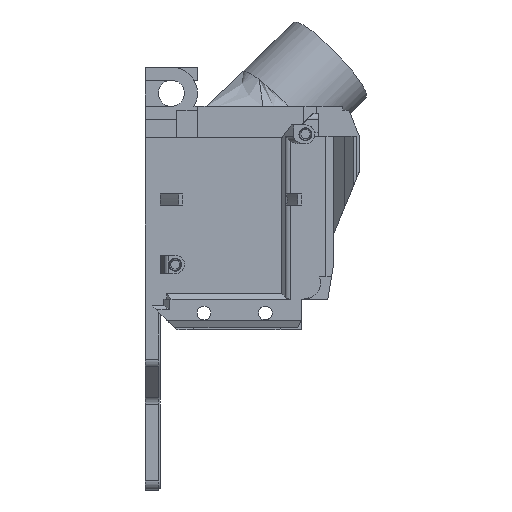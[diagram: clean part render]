
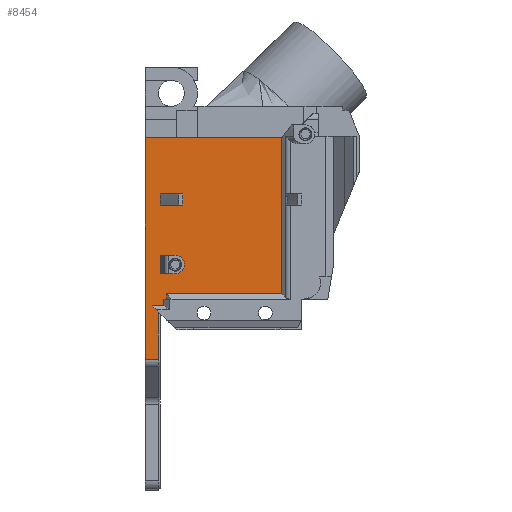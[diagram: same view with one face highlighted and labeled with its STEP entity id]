
A CAD part, left-side view. The second image highlights one B-rep face of the part: STEP entity #8454.
In plain terms, the highlighted planar face has unit normal (-1, 0, 0).
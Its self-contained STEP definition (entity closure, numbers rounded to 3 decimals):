
#80=FACE_BOUND('',#966,.T.);
#81=FACE_BOUND('',#967,.T.);
#132=PLANE('',#8993);
#492=FACE_OUTER_BOUND('',#965,.T.);
#965=EDGE_LOOP('',(#6034,#6035,#6036,#6037,#6038,#6039,#6040,#6041,#6042,
#6043,#6044));
#966=EDGE_LOOP('',(#6045,#6046,#6047,#6048));
#967=EDGE_LOOP('',(#6049,#6050,#6051,#6052));
#1491=CIRCLE('',#8994,21.5);
#1492=CIRCLE('',#8995,15.5);
#1493=CIRCLE('',#8996,2.5);
#1863=LINE('',#12463,#2720);
#2011=LINE('',#13112,#2868);
#2014=LINE('',#13117,#2871);
#2015=LINE('',#13119,#2872);
#2016=LINE('',#13121,#2873);
#2017=LINE('',#13123,#2874);
#2018=LINE('',#13125,#2875);
#2019=LINE('',#13127,#2876);
#2020=LINE('',#13129,#2877);
#2021=LINE('',#13131,#2878);
#2022=LINE('',#13132,#2879);
#2023=LINE('',#13137,#2880);
#2024=LINE('',#13140,#2881);
#2025=LINE('',#13143,#2882);
#2026=LINE('',#13145,#2883);
#2027=LINE('',#13148,#2884);
#2720=VECTOR('',#9766,10.);
#2868=VECTOR('',#10036,10.);
#2871=VECTOR('',#10041,10.);
#2872=VECTOR('',#10042,10.);
#2873=VECTOR('',#10043,10.);
#2874=VECTOR('',#10044,10.);
#2875=VECTOR('',#10045,10.);
#2876=VECTOR('',#10046,10.);
#2877=VECTOR('',#10047,10.);
#2878=VECTOR('',#10048,10.);
#2879=VECTOR('',#10049,10.);
#2880=VECTOR('',#10052,10.);
#2881=VECTOR('',#10055,10.);
#2882=VECTOR('',#10056,10.);
#2883=VECTOR('',#10057,10.);
#2884=VECTOR('',#10060,10.);
#3612=VERTEX_POINT('',#12460);
#3613=VERTEX_POINT('',#12462);
#3794=VERTEX_POINT('',#13109);
#3795=VERTEX_POINT('',#13111);
#3797=VERTEX_POINT('',#13118);
#3798=VERTEX_POINT('',#13120);
#3799=VERTEX_POINT('',#13122);
#3800=VERTEX_POINT('',#13124);
#3801=VERTEX_POINT('',#13126);
#3802=VERTEX_POINT('',#13128);
#3803=VERTEX_POINT('',#13130);
#3804=VERTEX_POINT('',#13133);
#3805=VERTEX_POINT('',#13134);
#3806=VERTEX_POINT('',#13136);
#3807=VERTEX_POINT('',#13138);
#3808=VERTEX_POINT('',#13141);
#3809=VERTEX_POINT('',#13142);
#3810=VERTEX_POINT('',#13144);
#3811=VERTEX_POINT('',#13146);
#4466=EDGE_CURVE('',#3613,#3612,#1863,.F.);
#4670=EDGE_CURVE('',#3794,#3795,#2011,.T.);
#4673=EDGE_CURVE('',#3794,#3613,#2014,.T.);
#4674=EDGE_CURVE('',#3612,#3797,#2015,.T.);
#4675=EDGE_CURVE('',#3798,#3797,#2016,.T.);
#4676=EDGE_CURVE('',#3799,#3798,#2017,.T.);
#4677=EDGE_CURVE('',#3799,#3800,#2018,.T.);
#4678=EDGE_CURVE('',#3801,#3800,#2019,.T.);
#4679=EDGE_CURVE('',#3802,#3801,#2020,.T.);
#4680=EDGE_CURVE('',#3803,#3802,#2021,.T.);
#4681=EDGE_CURVE('',#3795,#3803,#2022,.T.);
#4682=EDGE_CURVE('',#3804,#3805,#1491,.T.);
#4683=EDGE_CURVE('',#3805,#3806,#2023,.T.);
#4684=EDGE_CURVE('',#3806,#3807,#1492,.T.);
#4685=EDGE_CURVE('',#3807,#3804,#2024,.T.);
#4686=EDGE_CURVE('',#3808,#3809,#2025,.T.);
#4687=EDGE_CURVE('',#3809,#3810,#2026,.T.);
#4688=EDGE_CURVE('',#3810,#3811,#1493,.T.);
#4689=EDGE_CURVE('',#3811,#3808,#2027,.T.);
#6034=ORIENTED_EDGE('',*,*,#4670,.F.);
#6035=ORIENTED_EDGE('',*,*,#4673,.T.);
#6036=ORIENTED_EDGE('',*,*,#4466,.T.);
#6037=ORIENTED_EDGE('',*,*,#4674,.T.);
#6038=ORIENTED_EDGE('',*,*,#4675,.F.);
#6039=ORIENTED_EDGE('',*,*,#4676,.F.);
#6040=ORIENTED_EDGE('',*,*,#4677,.T.);
#6041=ORIENTED_EDGE('',*,*,#4678,.F.);
#6042=ORIENTED_EDGE('',*,*,#4679,.F.);
#6043=ORIENTED_EDGE('',*,*,#4680,.F.);
#6044=ORIENTED_EDGE('',*,*,#4681,.F.);
#6045=ORIENTED_EDGE('',*,*,#4682,.T.);
#6046=ORIENTED_EDGE('',*,*,#4683,.T.);
#6047=ORIENTED_EDGE('',*,*,#4684,.T.);
#6048=ORIENTED_EDGE('',*,*,#4685,.T.);
#6049=ORIENTED_EDGE('',*,*,#4686,.T.);
#6050=ORIENTED_EDGE('',*,*,#4687,.T.);
#6051=ORIENTED_EDGE('',*,*,#4688,.T.);
#6052=ORIENTED_EDGE('',*,*,#4689,.T.);
#8454=ADVANCED_FACE('',(#492,#80,#81),#132,.T.);
#8993=AXIS2_PLACEMENT_3D('',#13116,#10039,#10040);
#8994=AXIS2_PLACEMENT_3D('',#13135,#10050,#10051);
#8995=AXIS2_PLACEMENT_3D('',#13139,#10053,#10054);
#8996=AXIS2_PLACEMENT_3D('',#13147,#10058,#10059);
#9766=DIRECTION('',(0.,-1.,0.));
#10036=DIRECTION('',(0.,1.,0.));
#10039=DIRECTION('center_axis',(-1.,0.,0.));
#10040=DIRECTION('ref_axis',(0.,-1.,0.));
#10041=DIRECTION('',(0.,0.,1.));
#10042=DIRECTION('',(0.,0.,-1.));
#10043=DIRECTION('',(0.,1.,0.));
#10044=DIRECTION('',(0.,0.,-1.));
#10045=DIRECTION('',(0.,0.707,0.707));
#10046=DIRECTION('',(0.,1.,0.));
#10047=DIRECTION('',(0.,0.,-1.));
#10048=DIRECTION('',(0.,1.,0.));
#10049=DIRECTION('',(0.,0.,-1.));
#10050=DIRECTION('center_axis',(1.,0.,0.));
#10051=DIRECTION('ref_axis',(0.,1.,0.));
#10052=DIRECTION('',(0.,-1.,0.));
#10053=DIRECTION('center_axis',(-1.,0.,0.));
#10054=DIRECTION('ref_axis',(0.,-1.,0.));
#10055=DIRECTION('',(0.,1.,0.));
#10056=DIRECTION('',(0.,0.,1.));
#10057=DIRECTION('',(0.,-1.,0.));
#10058=DIRECTION('center_axis',(1.,0.,0.));
#10059=DIRECTION('ref_axis',(0.,-1.,0.));
#10060=DIRECTION('',(0.,1.,0.));
#12460=CARTESIAN_POINT('',(-19.75,-3.,97.583));
#12462=CARTESIAN_POINT('',(-19.75,-39.603,97.583));
#12463=CARTESIAN_POINT('',(-19.75,-32.125,97.583));
#13109=CARTESIAN_POINT('',(-19.75,-39.603,55.694));
#13111=CARTESIAN_POINT('',(-19.75,-8.7,55.694));
#13112=CARTESIAN_POINT('',(-19.75,-38.216,55.694));
#13116=CARTESIAN_POINT('Origin',(-19.75,-38.5,77.389));
#13117=CARTESIAN_POINT('',(-19.75,-39.603,71.857));
#13118=CARTESIAN_POINT('',(-19.75,-3.,38.01));
#13119=CARTESIAN_POINT('',(-19.75,-3.,69.297));
#13120=CARTESIAN_POINT('',(-19.75,-6.5,38.01));
#13121=CARTESIAN_POINT('',(-19.75,-24.,38.01));
#13122=CARTESIAN_POINT('',(-19.75,-6.5,50.898));
#13123=CARTESIAN_POINT('',(-19.75,-6.5,76.559));
#13124=CARTESIAN_POINT('',(-19.75,-4.827,52.57));
#13125=CARTESIAN_POINT('',(-19.75,-5.061,52.337));
#13126=CARTESIAN_POINT('',(-19.75,-8.,52.57));
#13127=CARTESIAN_POINT('',(-19.75,-2.,52.57));
#13128=CARTESIAN_POINT('',(-19.75,-8.,54.194));
#13129=CARTESIAN_POINT('',(-19.75,-8.,57.863));
#13130=CARTESIAN_POINT('',(-19.75,-8.7,54.194));
#13131=CARTESIAN_POINT('',(-19.75,-19.216,54.194));
#13132=CARTESIAN_POINT('',(-19.75,-8.7,71.363));
#13133=CARTESIAN_POINT('',(-19.75,-7.052,79.493));
#13134=CARTESIAN_POINT('',(-19.75,-7.052,82.493));
#13135=CARTESIAN_POINT('Origin',(-19.75,-28.5,80.993));
#13136=CARTESIAN_POINT('',(-19.75,-13.073,82.493));
#13137=CARTESIAN_POINT('',(-19.75,-25.284,82.493));
#13138=CARTESIAN_POINT('',(-19.75,-13.073,79.493));
#13139=CARTESIAN_POINT('Origin',(-19.75,-28.5,80.993));
#13140=CARTESIAN_POINT('',(-19.75,-25.786,79.493));
#13141=CARTESIAN_POINT('',(-19.75,-7.1,60.993));
#13142=CARTESIAN_POINT('',(-19.75,-7.1,65.981));
#13143=CARTESIAN_POINT('',(-19.75,-7.1,69.191));
#13144=CARTESIAN_POINT('',(-19.75,-11.249,65.981));
#13145=CARTESIAN_POINT('',(-19.75,-28.968,65.981));
#13146=CARTESIAN_POINT('',(-19.75,-11.,60.993));
#13147=CARTESIAN_POINT('Origin',(-19.75,-11.,63.493));
#13148=CARTESIAN_POINT('',(-19.75,-23.5,60.993));
